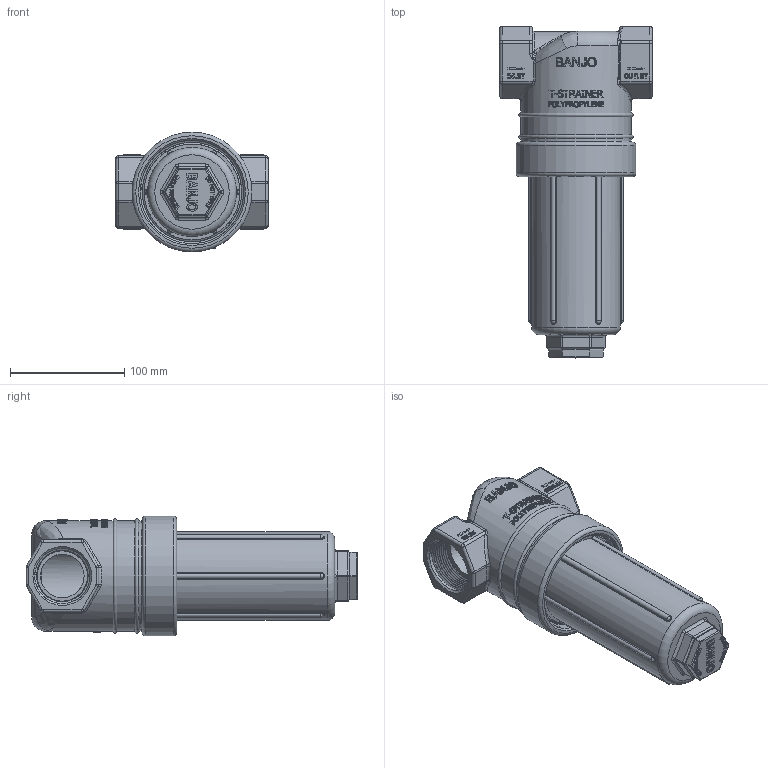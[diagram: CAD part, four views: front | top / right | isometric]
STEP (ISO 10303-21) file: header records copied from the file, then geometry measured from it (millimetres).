
FILE_DESCRIPTION(/* description */ ('1-1/2 POLY T STRNER HEAD BOWL'),/* implementation_level */ '2;1');
FILE_NAME(/* name */ 'LST150-HB.stp',/* time_stamp */ '2018-08-24T14:04:12-04:00',/* author */ ('CKA'),/* organization */ (''),/* preprocessor_version */ 'ST-DEVELOPER v17',/* originating_system */ 'Autodesk Inventor 2018',/* authorisation */ '');
FILE_SCHEMA (('AUTOMOTIVE_DESIGN { 1 0 10303 214 3 1 1 }'));
Length unit declared in the file: inch
Products named in the file (9): LST150-HB; CE050D; LST1300D; LST150-B; LST150-XB; LSQ200-R; LSQ200-PL; LST150-G; LST150-H
Assembly tree (8 placements, depth 3):
  LST150-HB
    CE050D
    LST1300D
    LST150-B
      LST150-XB
      LSQ200-R
      LSQ200-PL
    LST150-G
    LST150-H
Bounding box: 133.35 x 290.39 x 104.78 mm (x, y, z)
Volume: 766371.2 mm3; surface area: 236825.8 mm2
Topology: 7 solids, 7 shells, 2808 faces, 7459 edges, 4869 vertices
Faces by surface type: plane 1512, bspline 923, cylinder 261, torus 48, cone 42, sphere 22
Full cylindrical faces by diameter (mm): 12.7 x1, 19.05 x1, 33.401 x1, 38.1 x2, 50.8 x1, 57.404 x1, 57.531 x1, 65.087 x1, 66.548 x1, 72.898 x1, 77.216 x1, 77.787 x1, 81.026 x1, 83.82 x6, 86.989 x7, 87.255 x4, 90.424 x9, 96.774 x3, 104.775 x1
Entity records: 139452 total; most frequent: CARTESIAN_POINT 74577, ORIENTED_EDGE 14862, DIRECTION 9952, EDGE_CURVE 7431, VERTEX_POINT 4869, LINE 4548, VECTOR 4548, EDGE_LOOP 3050
